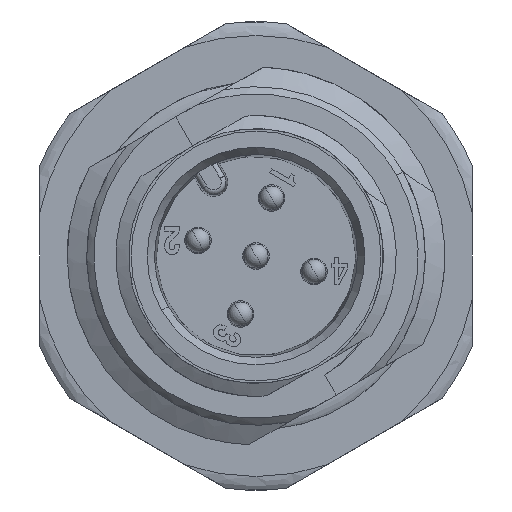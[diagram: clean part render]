
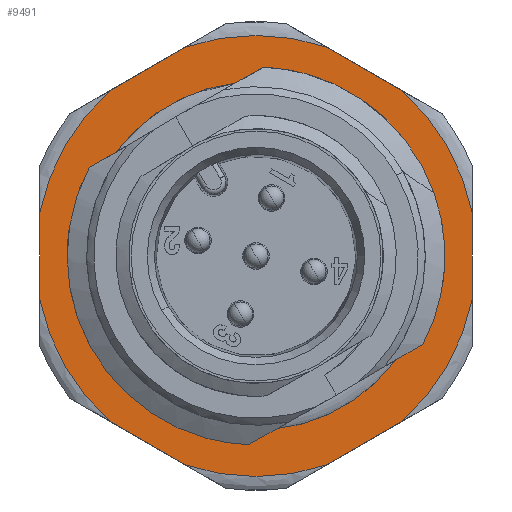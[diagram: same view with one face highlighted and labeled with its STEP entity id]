
A CAD part, front view. The second image highlights one B-rep face of the part: STEP entity #9491.
In plain terms, the highlighted planar face has unit normal (0, -1, 0).
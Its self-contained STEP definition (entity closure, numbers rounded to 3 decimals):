
#296=DIRECTION('',(-0.862,0.,-0.508));
#297=VECTOR('',#296,0.158);
#298=CARTESIAN_POINT('',(5.946,-4.7,-4.257));
#299=LINE('',#298,#297);
#377=CARTESIAN_POINT('',(-9.,-4.7,1.809));
#403=DIRECTION('',(-0.866,0.,0.5));
#404=VECTOR('',#403,3.618);
#405=CARTESIAN_POINT('',(6.067,-4.7,6.89));
#406=LINE('',#405,#404);
#407=CARTESIAN_POINT('',(0.,-4.7,0.));
#408=DIRECTION('',(0.,1.,0.));
#409=DIRECTION('',(0.661,0.,0.751));
#410=AXIS2_PLACEMENT_3D('',#407,#408,#409);
#412=DIRECTION('',(0.,0.,1.));
#413=VECTOR('',#412,3.618);
#414=CARTESIAN_POINT('',(9.,-4.7,-1.809));
#415=LINE('',#414,#413);
#416=CARTESIAN_POINT('',(0.,-4.7,0.));
#417=DIRECTION('',(0.,1.,0.));
#418=DIRECTION('',(0.98,0.,-0.197));
#419=AXIS2_PLACEMENT_3D('',#416,#417,#418);
#421=DIRECTION('',(0.866,0.,0.5));
#422=VECTOR('',#421,3.618);
#423=CARTESIAN_POINT('',(2.933,-4.7,-8.699));
#424=LINE('',#423,#422);
#425=DIRECTION('',(0.866,0.,-0.5));
#426=VECTOR('',#425,3.618);
#427=CARTESIAN_POINT('',(-6.067,-4.7,-6.89));
#428=LINE('',#427,#426);
#429=CARTESIAN_POINT('',(0.,-4.7,0.));
#430=DIRECTION('',(0.,1.,0.));
#431=DIRECTION('',(-0.661,0.,-0.751));
#432=AXIS2_PLACEMENT_3D('',#429,#430,#431);
#434=DIRECTION('',(0.,0.,-1.));
#435=VECTOR('',#434,3.618);
#436=CARTESIAN_POINT('',(-9.,-4.7,1.809));
#437=LINE('',#436,#435);
#438=CARTESIAN_POINT('',(0.,-4.7,0.));
#439=DIRECTION('',(0.,1.,0.));
#440=DIRECTION('',(-0.98,0.,0.197));
#441=AXIS2_PLACEMENT_3D('',#438,#439,#440);
#443=DIRECTION('',(-0.866,0.,-0.5));
#444=VECTOR('',#443,3.618);
#445=CARTESIAN_POINT('',(-2.933,-4.7,8.699));
#446=LINE('',#445,#444);
#447=CARTESIAN_POINT('',(0.,-4.7,0.));
#448=DIRECTION('',(0.,-1.,0.));
#449=DIRECTION('',(-0.117,0.,0.993));
#450=AXIS2_PLACEMENT_3D('',#447,#448,#449);
#452=CARTESIAN_POINT('',(0.,-4.7,0.));
#453=DIRECTION('',(0.,-1.,0.));
#454=DIRECTION('',(-0.986,0.,0.169));
#455=AXIS2_PLACEMENT_3D('',#452,#453,#454);
#457=CARTESIAN_POINT('',(0.,-4.7,0.));
#458=DIRECTION('',(0.,-1.,0.));
#459=DIRECTION('',(0.32,0.,0.948));
#460=AXIS2_PLACEMENT_3D('',#457,#458,#459);
#467=CARTESIAN_POINT('',(-2.933,-4.7,8.699));
#493=CARTESIAN_POINT('',(6.067,-4.7,6.89));
#509=CARTESIAN_POINT('',(2.933,-4.7,8.699));
#524=CARTESIAN_POINT('',(9.,-4.7,-1.809));
#560=CARTESIAN_POINT('',(2.933,-4.7,-8.699));
#591=CARTESIAN_POINT('',(0.,-4.7,0.));
#592=DIRECTION('',(0.,-1.,0.));
#593=DIRECTION('',(-0.32,0.,-0.948));
#594=AXIS2_PLACEMENT_3D('',#591,#592,#593);
#596=CARTESIAN_POINT('',(-6.067,-4.7,-6.89));
#612=CARTESIAN_POINT('',(-2.933,-4.7,-8.699));
#627=CARTESIAN_POINT('',(5.978,-4.7,5.106));
#628=CARTESIAN_POINT('',(6.118,-4.7,4.923));
#629=CARTESIAN_POINT('',(6.381,-4.7,4.547));
#630=CARTESIAN_POINT('',(6.725,-4.7,3.95));
#631=CARTESIAN_POINT('',(7.013,-4.7,3.328));
#632=CARTESIAN_POINT('',(7.245,-4.7,2.685));
#633=CARTESIAN_POINT('',(7.418,-4.7,2.026));
#634=CARTESIAN_POINT('',(7.532,-4.7,1.358));
#635=CARTESIAN_POINT('',(7.586,-4.7,0.683));
#636=CARTESIAN_POINT('',(7.58,-4.7,0.01));
#637=CARTESIAN_POINT('',(7.515,-4.7,-0.658));
#638=CARTESIAN_POINT('',(7.391,-4.7,-1.315));
#639=CARTESIAN_POINT('',(7.209,-4.7,-1.956));
#640=CARTESIAN_POINT('',(6.972,-4.7,-2.577));
#641=CARTESIAN_POINT('',(6.682,-4.7,-3.17));
#642=CARTESIAN_POINT('',(6.341,-4.7,-3.735));
#643=CARTESIAN_POINT('',(6.083,-4.7,-4.087));
#644=CARTESIAN_POINT('',(5.946,-4.7,-4.257));
#1238=DIRECTION('',(0.862,0.,0.508));
#1239=VECTOR('',#1238,0.422);
#1240=CARTESIAN_POINT('',(-6.173,-4.7,4.123));
#1241=LINE('',#1240,#1239);
#1484=DIRECTION('',(0.87,0.,0.492));
#1485=VECTOR('',#1484,1.298);
#1486=CARTESIAN_POINT('',(-0.852,-4.7,7.2));
#1487=LINE('',#1486,#1485);
#1511=CARTESIAN_POINT('',(0.278,-4.7,7.839));
#1512=CARTESIAN_POINT('',(0.335,-4.7,7.84));
#1513=CARTESIAN_POINT('',(0.447,-4.7,7.841));
#1514=CARTESIAN_POINT('',(0.56,-4.7,7.839));
#1515=CARTESIAN_POINT('',(0.617,-4.7,7.838));
#1529=CARTESIAN_POINT('',(0.617,-4.7,7.838));
#1530=CARTESIAN_POINT('',(0.823,-4.7,7.821));
#1531=CARTESIAN_POINT('',(1.232,-4.7,7.773));
#1532=CARTESIAN_POINT('',(1.837,-4.7,7.653));
#1533=CARTESIAN_POINT('',(2.431,-4.7,7.485));
#1534=CARTESIAN_POINT('',(3.011,-4.7,7.271));
#1535=CARTESIAN_POINT('',(3.572,-4.7,7.013));
#1536=CARTESIAN_POINT('',(4.11,-4.7,6.711));
#1537=CARTESIAN_POINT('',(4.624,-4.7,6.368));
#1538=CARTESIAN_POINT('',(5.109,-4.7,5.987));
#1539=CARTESIAN_POINT('',(5.564,-4.7,5.566));
#1540=CARTESIAN_POINT('',(5.844,-4.7,5.263));
#1541=CARTESIAN_POINT('',(5.978,-4.7,5.106));
#1612=CARTESIAN_POINT('',(-7.146,-4.7,1.223));
#1613=CARTESIAN_POINT('',(-7.123,-4.7,1.426));
#1614=CARTESIAN_POINT('',(-7.06,-4.7,1.829));
#1615=CARTESIAN_POINT('',(-6.915,-4.7,2.426));
#1616=CARTESIAN_POINT('',(-6.719,-4.7,3.011));
#1617=CARTESIAN_POINT('',(-6.473,-4.7,3.58));
#1618=CARTESIAN_POINT('',(-6.278,-4.7,3.945));
#1619=CARTESIAN_POINT('',(-6.173,-4.7,4.123));
#9012=VERTEX_POINT('',#596);
#9014=VERTEX_POINT('',#560);
#9016=VERTEX_POINT('',#524);
#9018=VERTEX_POINT('',#493);
#9020=VERTEX_POINT('',#467);
#9022=VERTEX_POINT('',#377);
#9036=CARTESIAN_POINT('',(9.,-4.7,1.809));
#9037=VERTEX_POINT('',#9036);
#9038=CARTESIAN_POINT('',(6.067,-4.7,-6.89));
#9039=VERTEX_POINT('',#9038);
#9040=CARTESIAN_POINT('',(-9.,-4.7,-1.809));
#9041=VERTEX_POINT('',#9040);
#9042=CARTESIAN_POINT('',(-6.067,-4.7,6.89));
#9043=VERTEX_POINT('',#9042);
#9044=VERTEX_POINT('',#612);
#9045=VERTEX_POINT('',#509);
#9048=VERTEX_POINT('',#627);
#9049=VERTEX_POINT('',#644);
#9060=VERTEX_POINT('',#1612);
#9061=VERTEX_POINT('',#1619);
#9062=VERTEX_POINT('',#1511);
#9063=VERTEX_POINT('',#1515);
#9075=CARTESIAN_POINT('',(-5.809,-4.7,4.338));
#9076=VERTEX_POINT('',#9075);
#9077=CARTESIAN_POINT('',(-0.852,-4.7,7.2));
#9078=VERTEX_POINT('',#9077);
#9081=CARTESIAN_POINT('',(5.809,-4.7,-4.338));
#9082=VERTEX_POINT('',#9081);
#9443=CARTESIAN_POINT('',(0.,-4.7,0.));
#9444=DIRECTION('',(0.,-1.,0.));
#9445=DIRECTION('',(0.866,0.,-0.5));
#9446=AXIS2_PLACEMENT_3D('',#9443,#9444,#9445);
#9447=PLANE('',#9446);
#9449=ORIENTED_EDGE('',*,*,#9448,.F.);
#9451=ORIENTED_EDGE('',*,*,#9450,.F.);
#9453=ORIENTED_EDGE('',*,*,#9452,.T.);
#9455=ORIENTED_EDGE('',*,*,#9454,.F.);
#9457=ORIENTED_EDGE('',*,*,#9456,.T.);
#9459=ORIENTED_EDGE('',*,*,#9458,.F.);
#9461=ORIENTED_EDGE('',*,*,#9460,.F.);
#9463=ORIENTED_EDGE('',*,*,#9462,.F.);
#9465=ORIENTED_EDGE('',*,*,#9464,.T.);
#9466=ORIENTED_EDGE('',*,*,#9432,.F.);
#9467=ORIENTED_EDGE('',*,*,#9421,.T.);
#9469=ORIENTED_EDGE('',*,*,#9468,.F.);
#9470=EDGE_LOOP('',(#9449,#9451,#9453,#9455,#9457,#9459,#9461,#9463,#9465,#9466,
#9467,#9469));
#9471=FACE_OUTER_BOUND('',#9470,.F.);
#9473=ORIENTED_EDGE('',*,*,#9472,.F.);
#9475=ORIENTED_EDGE('',*,*,#9474,.F.);
#9477=ORIENTED_EDGE('',*,*,#9476,.F.);
#9479=ORIENTED_EDGE('',*,*,#9478,.F.);
#9481=ORIENTED_EDGE('',*,*,#9480,.T.);
#9483=ORIENTED_EDGE('',*,*,#9482,.F.);
#9485=ORIENTED_EDGE('',*,*,#9484,.F.);
#9487=ORIENTED_EDGE('',*,*,#9486,.T.);
#9488=ORIENTED_EDGE('',*,*,#9330,.F.);
#9489=EDGE_LOOP('',(#9473,#9475,#9477,#9479,#9481,#9483,#9485,#9487,#9488));
#9490=FACE_BOUND('',#9489,.F.);
#411=CIRCLE('',#410,9.18);
#420=CIRCLE('',#419,9.18);
#433=CIRCLE('',#432,9.18);
#442=CIRCLE('',#441,9.18);
#451=CIRCLE('',#450,7.25);
#456=CIRCLE('',#455,7.25);
#461=CIRCLE('',#460,9.18);
#595=CIRCLE('',#594,9.18);
#645=B_SPLINE_CURVE_WITH_KNOTS('',3,(#627,#628,#629,#630,#631,#632,#633,#634,
#635,#636,#637,#638,#639,#640,#641,#642,#643,#644),.UNSPECIFIED.,.F.,.F.,(4,1,1,
1,1,1,1,1,1,1,1,1,1,1,1,4),(0.,0.067,0.133,0.2,
0.267,0.333,0.4,0.467,0.533,
0.6,0.667,0.733,0.8,0.867,
0.933,1.),.UNSPECIFIED.);
#1516=B_SPLINE_CURVE_WITH_KNOTS('',3,(#1511,#1512,#1513,#1514,#1515),
.UNSPECIFIED.,.F.,.F.,(4,1,4),(0.,0.5,1.),.UNSPECIFIED.);
#1542=B_SPLINE_CURVE_WITH_KNOTS('',3,(#1529,#1530,#1531,#1532,#1533,#1534,#1535,
#1536,#1537,#1538,#1539,#1540,#1541),.UNSPECIFIED.,.F.,.F.,(4,1,1,1,1,1,1,1,1,1,
4),(0.,0.1,0.2,0.3,0.4,0.5,0.6,0.7,0.8,0.9,1.),
.UNSPECIFIED.);
#1620=B_SPLINE_CURVE_WITH_KNOTS('',3,(#1612,#1613,#1614,#1615,#1616,#1617,#1618,
#1619),.UNSPECIFIED.,.F.,.F.,(4,1,1,1,1,4),(0.,0.2,0.4,0.6,0.8,1.),
.UNSPECIFIED.);
#9330=EDGE_CURVE('',#9049,#9082,#299,.T.);
#9421=EDGE_CURVE('',#9022,#9043,#442,.T.);
#9432=EDGE_CURVE('',#9022,#9041,#437,.T.);
#9448=EDGE_CURVE('',#9045,#9020,#461,.T.);
#9450=EDGE_CURVE('',#9018,#9045,#406,.T.);
#9452=EDGE_CURVE('',#9018,#9037,#411,.T.);
#9454=EDGE_CURVE('',#9016,#9037,#415,.T.);
#9456=EDGE_CURVE('',#9016,#9039,#420,.T.);
#9458=EDGE_CURVE('',#9014,#9039,#424,.T.);
#9460=EDGE_CURVE('',#9044,#9014,#595,.T.);
#9462=EDGE_CURVE('',#9012,#9044,#428,.T.);
#9464=EDGE_CURVE('',#9012,#9041,#433,.T.);
#9468=EDGE_CURVE('',#9020,#9043,#446,.T.);
#9472=EDGE_CURVE('',#9048,#9049,#645,.T.);
#9474=EDGE_CURVE('',#9063,#9048,#1542,.T.);
#9476=EDGE_CURVE('',#9062,#9063,#1516,.T.);
#9478=EDGE_CURVE('',#9078,#9062,#1487,.T.);
#9480=EDGE_CURVE('',#9078,#9076,#451,.T.);
#9482=EDGE_CURVE('',#9061,#9076,#1241,.T.);
#9484=EDGE_CURVE('',#9060,#9061,#1620,.T.);
#9486=EDGE_CURVE('',#9060,#9082,#456,.T.);
#9491=ADVANCED_FACE('',(#9471,#9490),#9447,.T.);
